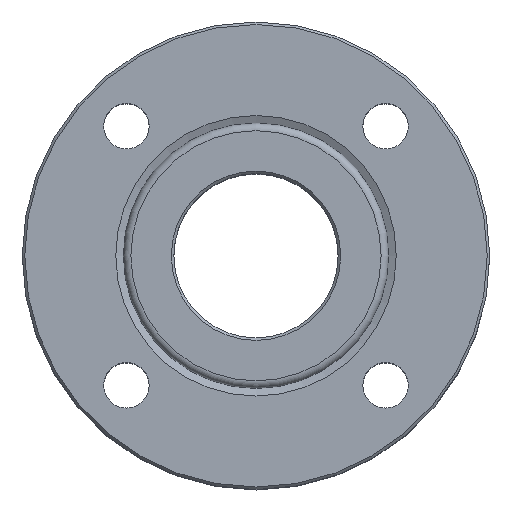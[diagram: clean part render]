
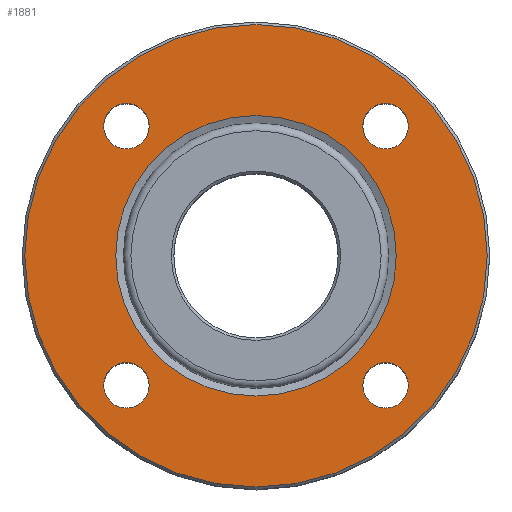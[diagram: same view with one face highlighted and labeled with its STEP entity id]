
A CAD part, top view. The second image highlights one B-rep face of the part: STEP entity #1881.
In plain terms, the highlighted planar face has unit normal (0, 0, 1).
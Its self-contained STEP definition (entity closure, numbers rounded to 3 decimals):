
#78=PLANE('',#2047);
#282=FACE_BOUND('',#497,.T.);
#283=FACE_BOUND('',#498,.T.);
#284=FACE_BOUND('',#499,.T.);
#285=FACE_BOUND('',#500,.T.);
#286=FACE_BOUND('',#501,.T.);
#377=FACE_OUTER_BOUND('',#496,.T.);
#496=EDGE_LOOP('',(#1637));
#497=EDGE_LOOP('',(#1638));
#498=EDGE_LOOP('',(#1639));
#499=EDGE_LOOP('',(#1640));
#500=EDGE_LOOP('',(#1641));
#501=EDGE_LOOP('',(#1642));
#586=CIRCLE('',#2046,91.5);
#587=CIRCLE('',#2048,9.);
#588=CIRCLE('',#2049,9.);
#589=CIRCLE('',#2050,9.);
#590=CIRCLE('',#2051,9.);
#591=CIRCLE('',#2052,55.5);
#867=VERTEX_POINT('',#3965);
#868=VERTEX_POINT('',#3969);
#869=VERTEX_POINT('',#3971);
#870=VERTEX_POINT('',#3973);
#871=VERTEX_POINT('',#3975);
#872=VERTEX_POINT('',#3977);
#1128=EDGE_CURVE('',#867,#867,#586,.T.);
#1129=EDGE_CURVE('',#868,#868,#587,.T.);
#1130=EDGE_CURVE('',#869,#869,#588,.T.);
#1131=EDGE_CURVE('',#870,#870,#589,.T.);
#1132=EDGE_CURVE('',#871,#871,#590,.T.);
#1133=EDGE_CURVE('',#872,#872,#591,.T.);
#1637=ORIENTED_EDGE('',*,*,#1128,.F.);
#1638=ORIENTED_EDGE('',*,*,#1129,.F.);
#1639=ORIENTED_EDGE('',*,*,#1130,.F.);
#1640=ORIENTED_EDGE('',*,*,#1131,.F.);
#1641=ORIENTED_EDGE('',*,*,#1132,.F.);
#1642=ORIENTED_EDGE('',*,*,#1133,.T.);
#1881=ADVANCED_FACE('',(#377,#282,#283,#284,#285,#286),#78,.F.);
#2046=AXIS2_PLACEMENT_3D('',#3967,#2406,#2407);
#2047=AXIS2_PLACEMENT_3D('',#3968,#2408,#2409);
#2048=AXIS2_PLACEMENT_3D('',#3970,#2410,#2411);
#2049=AXIS2_PLACEMENT_3D('',#3972,#2412,#2413);
#2050=AXIS2_PLACEMENT_3D('',#3974,#2414,#2415);
#2051=AXIS2_PLACEMENT_3D('',#3976,#2416,#2417);
#2052=AXIS2_PLACEMENT_3D('',#3978,#2418,#2419);
#2406=DIRECTION('center_axis',(0.,0.,-1.));
#2407=DIRECTION('ref_axis',(1.,0.,0.));
#2408=DIRECTION('center_axis',(0.,0.,-1.));
#2409=DIRECTION('ref_axis',(-1.,0.,0.));
#2410=DIRECTION('center_axis',(0.,0.,1.));
#2411=DIRECTION('ref_axis',(1.,0.,0.));
#2412=DIRECTION('center_axis',(0.,0.,1.));
#2413=DIRECTION('ref_axis',(1.,0.,0.));
#2414=DIRECTION('center_axis',(0.,0.,1.));
#2415=DIRECTION('ref_axis',(1.,0.,0.));
#2416=DIRECTION('center_axis',(0.,0.,1.));
#2417=DIRECTION('ref_axis',(1.,0.,0.));
#2418=DIRECTION('center_axis',(0.,0.,-1.));
#2419=DIRECTION('ref_axis',(0.,1.,0.));
#3965=CARTESIAN_POINT('',(-91.5,0.,53.5));
#3967=CARTESIAN_POINT('Origin',(0.,0.,53.5));
#3968=CARTESIAN_POINT('Origin',(0.,0.,53.5));
#3969=CARTESIAN_POINT('',(-60.265,51.265,53.5));
#3970=CARTESIAN_POINT('Origin',(-51.265,51.265,53.5));
#3971=CARTESIAN_POINT('',(-60.265,-51.265,53.5));
#3972=CARTESIAN_POINT('Origin',(-51.265,-51.265,53.5));
#3973=CARTESIAN_POINT('',(42.265,-51.265,53.5));
#3974=CARTESIAN_POINT('Origin',(51.265,-51.265,53.5));
#3975=CARTESIAN_POINT('',(42.265,51.265,53.5));
#3976=CARTESIAN_POINT('Origin',(51.265,51.265,53.5));
#3977=CARTESIAN_POINT('',(0.,-55.5,53.5));
#3978=CARTESIAN_POINT('Origin',(0.,0.,53.5));
